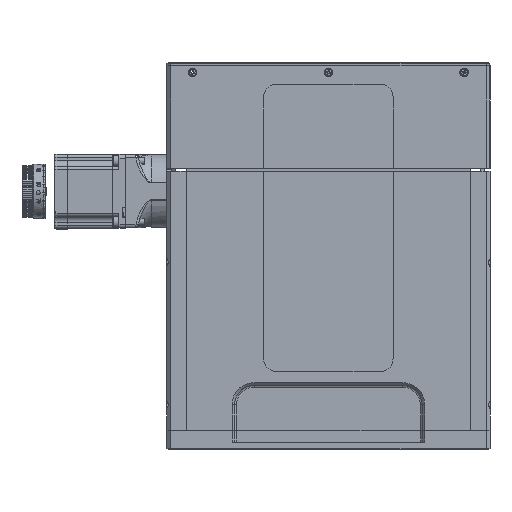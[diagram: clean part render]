
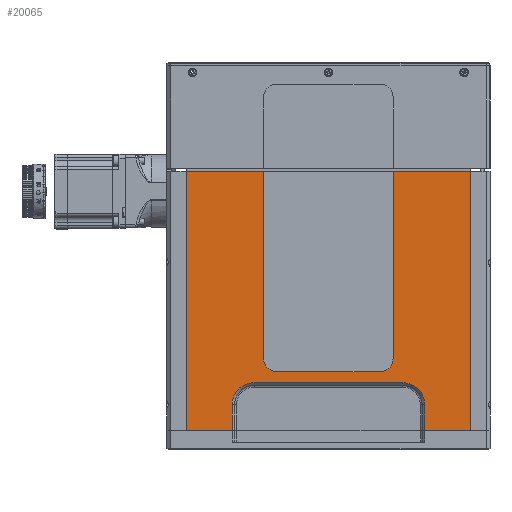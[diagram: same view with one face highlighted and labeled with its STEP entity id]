
A CAD part, left-side view. The second image highlights one B-rep face of the part: STEP entity #20065.
In plain terms, the highlighted planar face has unit normal (-1, 0, 0).
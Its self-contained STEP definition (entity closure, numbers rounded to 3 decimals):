
#465 = CARTESIAN_POINT ( 'NONE',  ( -160., 74.5, 149. ) ) ;
#675 = EDGE_CURVE ( 'NONE', #54304, #10320, #39849, .T. ) ;
#857 = CARTESIAN_POINT ( 'NONE',  ( -160., 110., 15. ) ) ;
#1146 = CARTESIAN_POINT ( 'NONE',  ( -160., -57.5, 52. ) ) ;
#1350 = DIRECTION ( 'NONE',  ( 0., 0., 1. ) ) ;
#1523 = VECTOR ( 'NONE', #31679, 1000. ) ;
#1665 = ORIENTED_EDGE ( 'NONE', *, *, #44597, .T. ) ;
#3388 = EDGE_CURVE ( 'NONE', #60490, #65844, #47118, .T. ) ;
#3874 = ORIENTED_EDGE ( 'NONE', *, *, #18860, .T. ) ;
#5161 = LINE ( 'NONE', #82121, #10148 ) ;
#5184 = VECTOR ( 'NONE', #21572, 1000. ) ;
#5721 = VECTOR ( 'NONE', #59626, 1000. ) ;
#5736 = CARTESIAN_POINT ( 'NONE',  ( -160., 40., 60.5 ) ) ;
#5737 = DIRECTION ( 'NONE',  ( 1., 0., 0. ) ) ;
#6808 = CARTESIAN_POINT ( 'NONE',  ( -160., 110., 283. ) ) ;
#6823 = VERTEX_POINT ( 'NONE', #60117 ) ;
#7084 = VERTEX_POINT ( 'NONE', #64833 ) ;
#7751 = ORIENTED_EDGE ( 'NONE', *, *, #57148, .T. ) ;
#8790 = VECTOR ( 'NONE', #17433, 1000. ) ;
#9023 = EDGE_CURVE ( 'NONE', #20183, #79251, #51468, .T. ) ;
#9830 = ORIENTED_EDGE ( 'NONE', *, *, #53100, .T. ) ;
#10148 = VECTOR ( 'NONE', #50449, 1000. ) ;
#10224 = CIRCLE ( 'NONE', #39819, 17. ) ;
#10320 = VERTEX_POINT ( 'NONE', #48382 ) ;
#11504 = ORIENTED_EDGE ( 'NONE', *, *, #3388, .T. ) ;
#11706 = ORIENTED_EDGE ( 'NONE', *, *, #52128, .F. ) ;
#12224 = EDGE_CURVE ( 'NONE', #45785, #54304, #69502, .T. ) ;
#12747 = LINE ( 'NONE', #6808, #5721 ) ;
#13511 = LINE ( 'NONE', #56206, #63749 ) ;
#13763 = CARTESIAN_POINT ( 'NONE',  ( -160., -50., 70.5 ) ) ;
#14427 = LINE ( 'NONE', #64298, #32525 ) ;
#14882 = DIRECTION ( 'NONE',  ( 0., 1., 0. ) ) ;
#15205 = EDGE_CURVE ( 'NONE', #67517, #45785, #35845, .T. ) ;
#16941 = CARTESIAN_POINT ( 'NONE',  ( -160., 50., 215.5 ) ) ;
#17433 = DIRECTION ( 'NONE',  ( 0., -1., 0. ) ) ;
#17870 = ORIENTED_EDGE ( 'NONE', *, *, #36486, .F. ) ;
#18121 = ORIENTED_EDGE ( 'NONE', *, *, #9023, .F. ) ;
#18231 = VERTEX_POINT ( 'NONE', #48756 ) ;
#18860 = EDGE_CURVE ( 'NONE', #30900, #6823, #26940, .T. ) ;
#20065 = ADVANCED_FACE ( 'NONE', ( #26639 ), #53317, .F. ) ;
#20183 = VERTEX_POINT ( 'NONE', #22721 ) ;
#21057 = DIRECTION ( 'NONE',  ( 0., 0., 1. ) ) ;
#21420 = ORIENTED_EDGE ( 'NONE', *, *, #64872, .F. ) ;
#21572 = DIRECTION ( 'NONE',  ( 0., 0., -1. ) ) ;
#21651 = CARTESIAN_POINT ( 'NONE',  ( -160., 57.5, 35. ) ) ;
#22649 = VECTOR ( 'NONE', #29886, 1000. ) ;
#22721 = CARTESIAN_POINT ( 'NONE',  ( -160., 74.5, 15. ) ) ;
#23538 = DIRECTION ( 'NONE',  ( 0., 0., -1. ) ) ;
#24216 = DIRECTION ( 'NONE',  ( 0., -1., 0. ) ) ;
#26639 = FACE_OUTER_BOUND ( 'NONE', #27379, .T. ) ;
#26940 = CIRCLE ( 'NONE', #35986, 17. ) ;
#27379 = EDGE_LOOP ( 'NONE', ( #3874, #49151, #71994, #72635, #31511, #17870, #7751, #21420, #11504, #11706, #45218, #46161, #18121, #9830, #70955, #1665 ) ) ;
#28084 = CARTESIAN_POINT ( 'NONE',  ( -160., 110., 15. ) ) ;
#29886 = DIRECTION ( 'NONE',  ( 0., 0., -1. ) ) ;
#30262 = CIRCLE ( 'NONE', #81100, 10. ) ;
#30900 = VERTEX_POINT ( 'NONE', #1146 ) ;
#30931 = CARTESIAN_POINT ( 'NONE',  ( -160., -40., 60.5 ) ) ;
#31511 = ORIENTED_EDGE ( 'NONE', *, *, #15205, .F. ) ;
#31634 = CARTESIAN_POINT ( 'NONE',  ( -160., -57.5, 35. ) ) ;
#31679 = DIRECTION ( 'NONE',  ( 0., 0., 1. ) ) ;
#32201 = VERTEX_POINT ( 'NONE', #62463 ) ;
#32525 = VECTOR ( 'NONE', #39000, 1000. ) ;
#34565 = DIRECTION ( 'NONE',  ( 0., 1., 0. ) ) ;
#35845 = LINE ( 'NONE', #75853, #40809 ) ;
#35986 = AXIS2_PLACEMENT_3D ( 'NONE', #31634, #5737, #64213 ) ;
#36337 = VERTEX_POINT ( 'NONE', #16941 ) ;
#36486 = EDGE_CURVE ( 'NONE', #72222, #67517, #13511, .T. ) ;
#37922 = DIRECTION ( 'NONE',  ( 0., 0., 1. ) ) ;
#38442 = DIRECTION ( 'NONE',  ( 1., 0., 0. ) ) ;
#39000 = DIRECTION ( 'NONE',  ( 0., -1., 0. ) ) ;
#39819 = AXIS2_PLACEMENT_3D ( 'NONE', #21651, #41513, #60351 ) ;
#39849 = LINE ( 'NONE', #28084, #79005 ) ;
#40278 = EDGE_CURVE ( 'NONE', #79251, #18231, #12747, .T. ) ;
#40650 = DIRECTION ( 'NONE',  ( 1., 0., 0. ) ) ;
#40809 = VECTOR ( 'NONE', #24216, 1000. ) ;
#41513 = DIRECTION ( 'NONE',  ( 1., 0., 0. ) ) ;
#44597 = EDGE_CURVE ( 'NONE', #32201, #30900, #60080, .T. ) ;
#44893 = CARTESIAN_POINT ( 'NONE',  ( -160., 40., 70.5 ) ) ;
#45218 = ORIENTED_EDGE ( 'NONE', *, *, #50096, .F. ) ;
#45785 = VERTEX_POINT ( 'NONE', #65731 ) ;
#46161 = ORIENTED_EDGE ( 'NONE', *, *, #40278, .F. ) ;
#46781 = CARTESIAN_POINT ( 'NONE',  ( -160., -110., 283. ) ) ;
#47118 = CIRCLE ( 'NONE', #55399, 10. ) ;
#47725 = LINE ( 'NONE', #80344, #22649 ) ;
#48382 = CARTESIAN_POINT ( 'NONE',  ( -160., -74.5, 15. ) ) ;
#48756 = CARTESIAN_POINT ( 'NONE',  ( -160., 110., 215.5 ) ) ;
#49151 = ORIENTED_EDGE ( 'NONE', *, *, #83276, .T. ) ;
#50096 = EDGE_CURVE ( 'NONE', #18231, #36337, #14427, .T. ) ;
#50449 = DIRECTION ( 'NONE',  ( 0., -1., 0. ) ) ;
#51380 = DIRECTION ( 'NONE',  ( 0., 0., 1. ) ) ;
#51468 = LINE ( 'NONE', #73011, #59504 ) ;
#52128 = EDGE_CURVE ( 'NONE', #36337, #65844, #80163, .T. ) ;
#53100 = EDGE_CURVE ( 'NONE', #20183, #7084, #57780, .T. ) ;
#53317 = PLANE ( 'NONE',  #73735 ) ;
#54304 = VERTEX_POINT ( 'NONE', #60654 ) ;
#55254 = CARTESIAN_POINT ( 'NONE',  ( -160., 50., 215.5 ) ) ;
#55399 = AXIS2_PLACEMENT_3D ( 'NONE', #44893, #38442, #51380 ) ;
#56206 = CARTESIAN_POINT ( 'NONE',  ( -160., -50., 215.5 ) ) ;
#57148 = EDGE_CURVE ( 'NONE', #72222, #63984, #30262, .T. ) ;
#57780 = LINE ( 'NONE', #465, #1523 ) ;
#59484 = CARTESIAN_POINT ( 'NONE',  ( -160., -40., 70.5 ) ) ;
#59496 = CARTESIAN_POINT ( 'NONE',  ( -160., 0., 149. ) ) ;
#59504 = VECTOR ( 'NONE', #34565, 1000. ) ;
#59626 = DIRECTION ( 'NONE',  ( 0., 0., 1. ) ) ;
#60080 = LINE ( 'NONE', #61228, #8790 ) ;
#60117 = CARTESIAN_POINT ( 'NONE',  ( -160., -74.5, 35. ) ) ;
#60351 = DIRECTION ( 'NONE',  ( 0., 0., 1. ) ) ;
#60490 = VERTEX_POINT ( 'NONE', #5736 ) ;
#60654 = CARTESIAN_POINT ( 'NONE',  ( -160., -110., 15. ) ) ;
#61228 = CARTESIAN_POINT ( 'NONE',  ( -160., -57.5, 52. ) ) ;
#62463 = CARTESIAN_POINT ( 'NONE',  ( -160., 57.5, 52. ) ) ;
#63749 = VECTOR ( 'NONE', #37922, 1000. ) ;
#63984 = VERTEX_POINT ( 'NONE', #30931 ) ;
#64213 = DIRECTION ( 'NONE',  ( 0., 0., 1. ) ) ;
#64298 = CARTESIAN_POINT ( 'NONE',  ( -160., 110., 215.5 ) ) ;
#64648 = EDGE_CURVE ( 'NONE', #7084, #32201, #10224, .T. ) ;
#64833 = CARTESIAN_POINT ( 'NONE',  ( -160., 74.5, 35. ) ) ;
#64872 = EDGE_CURVE ( 'NONE', #60490, #63984, #5161, .T. ) ;
#65731 = CARTESIAN_POINT ( 'NONE',  ( -160., -110., 215.5 ) ) ;
#65844 = VERTEX_POINT ( 'NONE', #67146 ) ;
#67146 = CARTESIAN_POINT ( 'NONE',  ( -160., 50., 70.5 ) ) ;
#67517 = VERTEX_POINT ( 'NONE', #77864 ) ;
#69502 = LINE ( 'NONE', #46781, #5184 ) ;
#70955 = ORIENTED_EDGE ( 'NONE', *, *, #64648, .T. ) ;
#71563 = DIRECTION ( 'NONE',  ( 1., 0., 0. ) ) ;
#71994 = ORIENTED_EDGE ( 'NONE', *, *, #675, .F. ) ;
#72222 = VERTEX_POINT ( 'NONE', #13763 ) ;
#72635 = ORIENTED_EDGE ( 'NONE', *, *, #12224, .F. ) ;
#73011 = CARTESIAN_POINT ( 'NONE',  ( -160., 110., 15. ) ) ;
#73735 = AXIS2_PLACEMENT_3D ( 'NONE', #59496, #40650, #1350 ) ;
#74167 = VECTOR ( 'NONE', #23538, 1000. ) ;
#75853 = CARTESIAN_POINT ( 'NONE',  ( -160., 110., 215.5 ) ) ;
#77864 = CARTESIAN_POINT ( 'NONE',  ( -160., -50., 215.5 ) ) ;
#79005 = VECTOR ( 'NONE', #14882, 1000. ) ;
#79251 = VERTEX_POINT ( 'NONE', #857 ) ;
#80163 = LINE ( 'NONE', #55254, #74167 ) ;
#80344 = CARTESIAN_POINT ( 'NONE',  ( -160., -74.5, 149. ) ) ;
#81100 = AXIS2_PLACEMENT_3D ( 'NONE', #59484, #71563, #21057 ) ;
#82121 = CARTESIAN_POINT ( 'NONE',  ( -160., -50., 60.5 ) ) ;
#83276 = EDGE_CURVE ( 'NONE', #6823, #10320, #47725, .T. ) ;
